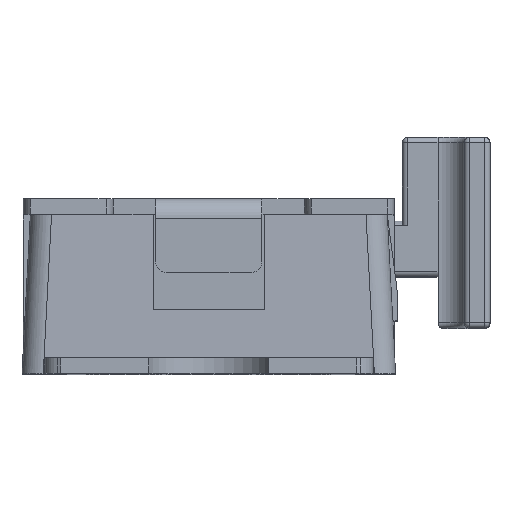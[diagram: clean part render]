
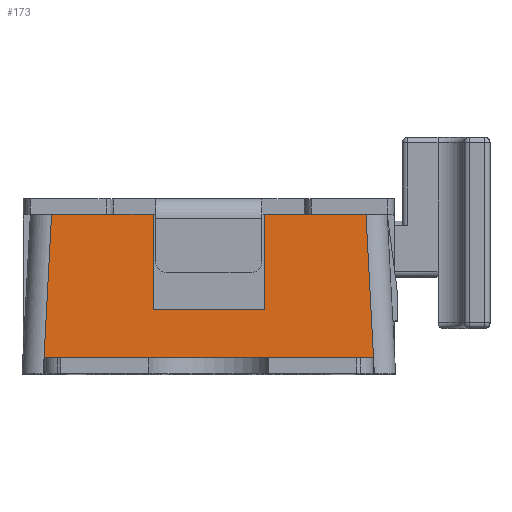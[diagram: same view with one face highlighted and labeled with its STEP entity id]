
A CAD part, top view. The second image highlights one B-rep face of the part: STEP entity #173.
In plain terms, the highlighted planar face has unit normal (0, 0.035, 0.999).
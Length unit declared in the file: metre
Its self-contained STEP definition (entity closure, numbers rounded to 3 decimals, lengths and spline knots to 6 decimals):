
#173 = ADVANCED_FACE( '', ( #611 ), #612, .T. );
#611 = FACE_OUTER_BOUND( '', #1233, .T. );
#612 = PLANE( '', #1234 );
#1233 = EDGE_LOOP( '', ( #2652, #2653, #2654, #2655, #2656, #2657, #2658, #2659, #2660, #2661, #2662, #2663, #2664, #2665 ) );
#1234 = AXIS2_PLACEMENT_3D( '', #2666, #2667, #2668 );
#2652 = ORIENTED_EDGE( '', *, *, #4495, .F. );
#2653 = ORIENTED_EDGE( '', *, *, #4613, .F. );
#2654 = ORIENTED_EDGE( '', *, *, #4671, .F. );
#2655 = ORIENTED_EDGE( '', *, *, #4672, .T. );
#2656 = ORIENTED_EDGE( '', *, *, #4673, .F. );
#2657 = ORIENTED_EDGE( '', *, *, #4674, .T. );
#2658 = ORIENTED_EDGE( '', *, *, #4191, .F. );
#2659 = ORIENTED_EDGE( '', *, *, #4171, .T. );
#2660 = ORIENTED_EDGE( '', *, *, #4675, .F. );
#2661 = ORIENTED_EDGE( '', *, *, #4676, .T. );
#2662 = ORIENTED_EDGE( '', *, *, #4677, .T. );
#2663 = ORIENTED_EDGE( '', *, *, #4161, .T. );
#2664 = ORIENTED_EDGE( '', *, *, #4203, .T. );
#2665 = ORIENTED_EDGE( '', *, *, #4658, .T. );
#2666 = CARTESIAN_POINT( '', ( -0.002841, 0., 0.00276 ) );
#2667 = DIRECTION( '', ( 0., 0.035, 0.999 ) );
#2668 = DIRECTION( '', ( 1., 0., 0. ) );
#4161 = EDGE_CURVE( '', #5001, #4999, #5002, .T. );
#4171 = EDGE_CURVE( '', #5021, #5019, #5022, .T. );
#4191 = EDGE_CURVE( '', #5021, #5060, #5061, .T. );
#4203 = EDGE_CURVE( '', #4999, #5083, #5084, .T. );
#4495 = EDGE_CURVE( '', #5613, #5615, #5616, .T. );
#4613 = EDGE_CURVE( '', #5807, #5613, #5810, .T. );
#4658 = EDGE_CURVE( '', #5083, #5615, #5885, .T. );
#4671 = EDGE_CURVE( '', #5904, #5807, #5905, .T. );
#4672 = EDGE_CURVE( '', #5904, #5906, #5907, .T. );
#4673 = EDGE_CURVE( '', #5476, #5906, #5908, .T. );
#4674 = EDGE_CURVE( '', #5476, #5060, #5909, .T. );
#4675 = EDGE_CURVE( '', #5910, #5019, #5911, .T. );
#4676 = EDGE_CURVE( '', #5910, #5912, #5913, .T. );
#4677 = EDGE_CURVE( '', #5912, #5001, #5914, .T. );
#4999 = VERTEX_POINT( '', #6362 );
#5001 = VERTEX_POINT( '', #6372 );
#5002 = LINE( '', #6373, #6374 );
#5019 = VERTEX_POINT( '', #6394 );
#5021 = VERTEX_POINT( '', #6397 );
#5022 = LINE( '', #6398, #6399 );
#5060 = VERTEX_POINT( '', #6463 );
#5061 = LINE( '', #6464, #6465 );
#5083 = VERTEX_POINT( '', #6505 );
#5084 = LINE( '', #6506, #6507 );
#5476 = VERTEX_POINT( '', #7094 );
#5613 = VERTEX_POINT( '', #7298 );
#5615 = VERTEX_POINT( '', #7301 );
#5616 = LINE( '', #7302, #7303 );
#5807 = VERTEX_POINT( '', #7583 );
#5810 = LINE( '', #7587, #7588 );
#5885 = LINE( '', #7693, #7694 );
#5904 = VERTEX_POINT( '', #7721 );
#5905 = LINE( '', #7722, #7723 );
#5906 = VERTEX_POINT( '', #7724 );
#5907 = LINE( '', #7725, #7726 );
#5908 = LINE( '', #7727, #7728 );
#5909 = LINE( '', #7729, #7730 );
#5910 = VERTEX_POINT( '', #7731 );
#5911 = LINE( '', #7732, #7733 );
#5912 = VERTEX_POINT( '', #7734 );
#5913 = LINE( '', #7735, #7736 );
#5914 = LINE( '', #7737, #7738 );
#6362 = CARTESIAN_POINT( '', ( 0.00156, 0., 0.00276 ) );
#6372 = CARTESIAN_POINT( '', ( 0.001551, 0., 0.00276 ) );
#6373 = CARTESIAN_POINT( '', ( 0.001551, 0., 0.00276 ) );
#6374 = VECTOR( '', #8414, 1. );
#6394 = CARTESIAN_POINT( '', ( -0.00155, 0., 0.00276 ) );
#6397 = CARTESIAN_POINT( '', ( -0.00156, 0., 0.00276 ) );
#6398 = CARTESIAN_POINT( '', ( -0.00156, 0., 0.00276 ) );
#6399 = VECTOR( '', #8434, 1. );
#6463 = CARTESIAN_POINT( '', ( -0.001481, 0.0015, 0.002708 ) );
#6464 = CARTESIAN_POINT( '', ( -0.00156, 0., 0.00276 ) );
#6465 = VECTOR( '', #8466, 1. );
#6505 = CARTESIAN_POINT( '', ( 0.001481, 0.0015, 0.002708 ) );
#6506 = CARTESIAN_POINT( '', ( 0.00156, 0., 0.00276 ) );
#6507 = VECTOR( '', #8479, 1. );
#7094 = CARTESIAN_POINT( '', ( -0.000931, 0.0015, 0.002708 ) );
#7298 = CARTESIAN_POINT( '', ( 0.000525, 0.0015, 0.002708 ) );
#7301 = CARTESIAN_POINT( '', ( 0.000931, 0.0015, 0.002708 ) );
#7302 = CARTESIAN_POINT( '', ( 0.000525, 0.0015, 0.002708 ) );
#7303 = VECTOR( '', #8883, 1. );
#7583 = CARTESIAN_POINT( '', ( 0.000525, 0.0006, 0.002739 ) );
#7587 = CARTESIAN_POINT( '', ( 0.000525, 0.0006, 0.002739 ) );
#7588 = VECTOR( '', #9055, 1. );
#7693 = CARTESIAN_POINT( '', ( 0.001481, 0.0015, 0.002708 ) );
#7694 = VECTOR( '', #9128, 1. );
#7721 = CARTESIAN_POINT( '', ( -0.000525, 0.0006, 0.002739 ) );
#7722 = CARTESIAN_POINT( '', ( -0.000525, 0.0006, 0.002739 ) );
#7723 = VECTOR( '', #9149, 1. );
#7724 = CARTESIAN_POINT( '', ( -0.000525, 0.0015, 0.002708 ) );
#7725 = CARTESIAN_POINT( '', ( -0.000525, 0.0006, 0.002739 ) );
#7726 = VECTOR( '', #9150, 1. );
#7727 = CARTESIAN_POINT( '', ( -0.000931, 0.0015, 0.002708 ) );
#7728 = VECTOR( '', #9151, 1. );
#7729 = CARTESIAN_POINT( '', ( -0.000931, 0.0015, 0.002708 ) );
#7730 = VECTOR( '', #9152, 1. );
#7731 = CARTESIAN_POINT( '', ( -0.00155, 0.00015, 0.002755 ) );
#7732 = CARTESIAN_POINT( '', ( -0.00155, 0.00015, 0.002755 ) );
#7733 = VECTOR( '', #9153, 1. );
#7734 = CARTESIAN_POINT( '', ( 0.001551, 0.00015, 0.002755 ) );
#7735 = CARTESIAN_POINT( '', ( -0.00155, 0.00015, 0.002755 ) );
#7736 = VECTOR( '', #9154, 1. );
#7737 = CARTESIAN_POINT( '', ( 0.001551, 0.00015, 0.002755 ) );
#7738 = VECTOR( '', #9155, 1. );
#8414 = DIRECTION( '', ( 1., 0., 0. ) );
#8434 = DIRECTION( '', ( 1., 0., 0. ) );
#8466 = DIRECTION( '', ( 0.052, 0.998, -0.035 ) );
#8479 = DIRECTION( '', ( -0.052, 0.998, -0.035 ) );
#8883 = DIRECTION( '', ( 1., 0., 0. ) );
#9055 = DIRECTION( '', ( 0., 0.999, -0.035 ) );
#9128 = DIRECTION( '', ( -1., 0., 0. ) );
#9149 = DIRECTION( '', ( 1., 0., 0. ) );
#9150 = DIRECTION( '', ( 0., 0.999, -0.035 ) );
#9151 = DIRECTION( '', ( 1., 0., 0. ) );
#9152 = DIRECTION( '', ( -1., 0., 0. ) );
#9153 = DIRECTION( '', ( 0., -0.999, 0.035 ) );
#9154 = DIRECTION( '', ( 1., 0., 0. ) );
#9155 = DIRECTION( '', ( 0., -0.999, 0.035 ) );
